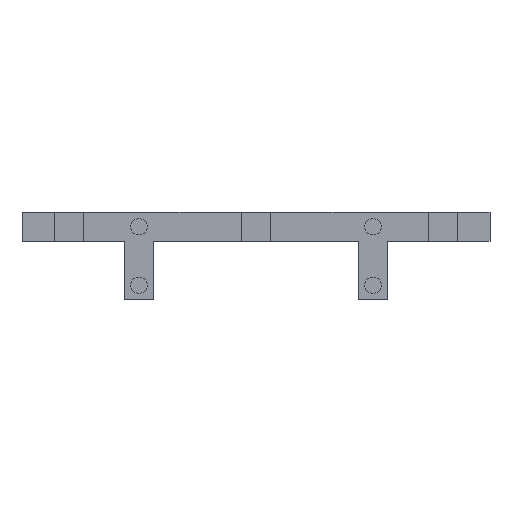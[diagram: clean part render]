
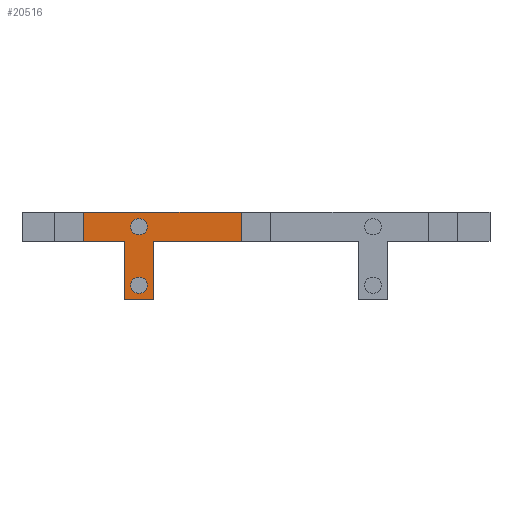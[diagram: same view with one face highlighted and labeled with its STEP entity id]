
A CAD part, front view. The second image highlights one B-rep face of the part: STEP entity #20516.
In plain terms, the highlighted planar face has unit normal (0, -1, 0).
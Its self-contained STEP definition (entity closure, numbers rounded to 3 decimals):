
#123=CIRCLE('',#21256,1.4);
#125=CIRCLE('',#21260,1.4);
#195=FACE_BOUND('',#4869,.T.);
#196=FACE_BOUND('',#4870,.T.);
#3642=FACE_OUTER_BOUND('',#4868,.T.);
#4868=EDGE_LOOP('',(#16579,#16580,#16581,#16582,#16583,#16584,#16585,#16586));
#4869=EDGE_LOOP('',(#16587));
#4870=EDGE_LOOP('',(#16588));
#5773=LINE('',#28731,#7039);
#5801=LINE('',#28797,#7067);
#6111=LINE('',#34429,#7377);
#6122=LINE('',#34484,#7388);
#6124=LINE('',#34487,#7390);
#6131=LINE('',#34522,#7397);
#6151=LINE('',#34561,#7417);
#6152=LINE('',#34563,#7418);
#7039=VECTOR('',#21745,10.);
#7067=VECTOR('',#21783,10.);
#7377=VECTOR('',#22203,10.);
#7388=VECTOR('',#22260,10.);
#7390=VECTOR('',#22264,10.);
#7397=VECTOR('',#22309,10.);
#7417=VECTOR('',#22365,10.);
#7418=VECTOR('',#22368,10.);
#8524=VERTEX_POINT('',#28728);
#8525=VERTEX_POINT('',#28730);
#8557=VERTEX_POINT('',#28794);
#8558=VERTEX_POINT('',#28796);
#9104=VERTEX_POINT('',#34426);
#9105=VERTEX_POINT('',#34428);
#9125=VERTEX_POINT('',#34481);
#9126=VERTEX_POINT('',#34483);
#9130=VERTEX_POINT('',#34501);
#9132=VERTEX_POINT('',#34508);
#10909=EDGE_CURVE('',#8524,#8525,#5773,.T.);
#10942=EDGE_CURVE('',#8557,#8558,#5801,.T.);
#11742=EDGE_CURVE('',#9104,#9105,#6111,.T.);
#11766=EDGE_CURVE('',#9125,#9126,#6122,.T.);
#11768=EDGE_CURVE('',#8558,#9125,#6124,.T.);
#11774=EDGE_CURVE('',#9130,#9130,#123,.T.);
#11777=EDGE_CURVE('',#9132,#9132,#125,.T.);
#11783=EDGE_CURVE('',#9126,#8524,#6131,.T.);
#11803=EDGE_CURVE('',#8557,#9105,#6151,.T.);
#11804=EDGE_CURVE('',#8525,#9104,#6152,.T.);
#16579=ORIENTED_EDGE('',*,*,#10942,.F.);
#16580=ORIENTED_EDGE('',*,*,#11803,.T.);
#16581=ORIENTED_EDGE('',*,*,#11742,.F.);
#16582=ORIENTED_EDGE('',*,*,#11804,.F.);
#16583=ORIENTED_EDGE('',*,*,#10909,.F.);
#16584=ORIENTED_EDGE('',*,*,#11783,.F.);
#16585=ORIENTED_EDGE('',*,*,#11766,.F.);
#16586=ORIENTED_EDGE('',*,*,#11768,.F.);
#16587=ORIENTED_EDGE('',*,*,#11774,.T.);
#16588=ORIENTED_EDGE('',*,*,#11777,.T.);
#19833=PLANE('',#21286);
#20516=ADVANCED_FACE('',(#3642,#195,#196),#19833,.T.);
#21256=AXIS2_PLACEMENT_3D('',#34502,#22282,#22283);
#21260=AXIS2_PLACEMENT_3D('',#34509,#22291,#22292);
#21286=AXIS2_PLACEMENT_3D('',#34562,#22366,#22367);
#21745=DIRECTION('',(-1.,0.,0.));
#21783=DIRECTION('',(-1.,0.,0.));
#22203=DIRECTION('',(1.,0.,0.));
#22260=DIRECTION('',(-1.,0.,0.));
#22264=DIRECTION('',(0.,0.,-1.));
#22282=DIRECTION('center_axis',(0.,1.,0.));
#22283=DIRECTION('ref_axis',(1.,0.,0.));
#22291=DIRECTION('center_axis',(0.,1.,0.));
#22292=DIRECTION('ref_axis',(1.,0.,0.));
#22309=DIRECTION('',(0.,0.,1.));
#22365=DIRECTION('',(0.,0.,1.));
#22366=DIRECTION('center_axis',(0.,-1.,0.));
#22367=DIRECTION('ref_axis',(1.,0.,0.));
#22368=DIRECTION('',(0.,0.,1.));
#28728=CARTESIAN_POINT('',(581.995,-58.566,0.));
#28730=CARTESIAN_POINT('',(574.995,-58.566,0.));
#28731=CARTESIAN_POINT('',(579.495,-58.566,0.));
#28794=CARTESIAN_POINT('',(601.995,-58.566,0.));
#28796=CARTESIAN_POINT('',(586.995,-58.566,0.));
#28797=CARTESIAN_POINT('',(579.495,-58.566,0.));
#34426=CARTESIAN_POINT('',(574.995,-58.566,5.));
#34428=CARTESIAN_POINT('',(601.995,-58.566,5.));
#34429=CARTESIAN_POINT('',(579.495,-58.566,5.));
#34481=CARTESIAN_POINT('',(586.995,-58.566,-10.));
#34483=CARTESIAN_POINT('',(581.995,-58.566,-10.));
#34484=CARTESIAN_POINT('',(586.995,-58.566,-10.));
#34487=CARTESIAN_POINT('',(586.995,-58.566,0.));
#34501=CARTESIAN_POINT('',(583.095,-58.566,-7.5));
#34502=CARTESIAN_POINT('Origin',(584.495,-58.566,-7.5));
#34508=CARTESIAN_POINT('',(583.095,-58.566,2.5));
#34509=CARTESIAN_POINT('Origin',(584.495,-58.566,2.5));
#34522=CARTESIAN_POINT('',(581.995,-58.566,-10.));
#34561=CARTESIAN_POINT('',(601.995,-58.566,0.));
#34562=CARTESIAN_POINT('Origin',(574.995,-58.566,0.));
#34563=CARTESIAN_POINT('',(574.995,-58.566,0.));
